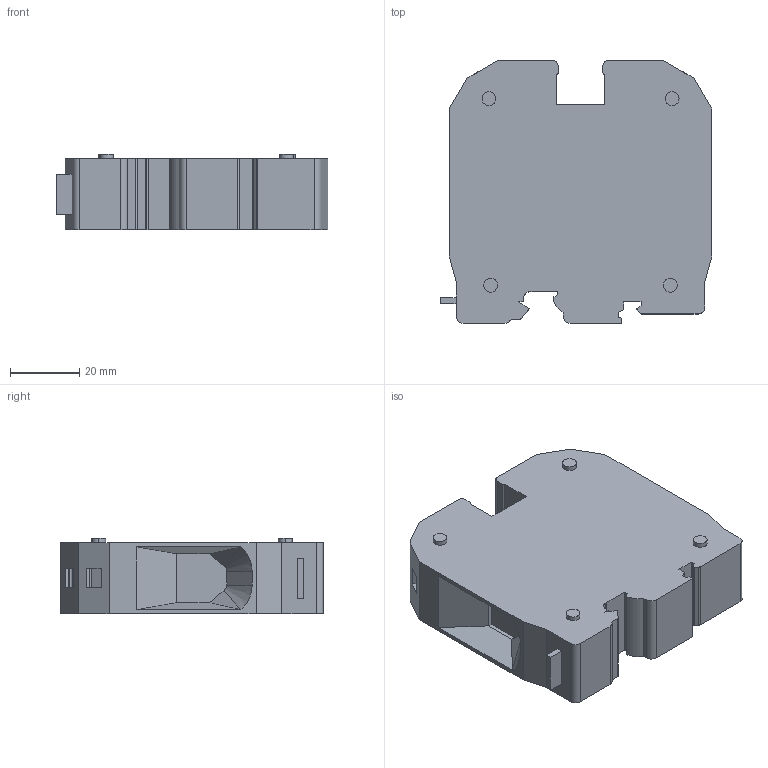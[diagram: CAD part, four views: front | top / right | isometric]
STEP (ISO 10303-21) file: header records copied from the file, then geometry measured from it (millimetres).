
FILE_DESCRIPTION((''),'2;1');
FILE_NAME('UKJ-70','2021-09-02T',('Administrator'),(''),'PRO/ENGINEER BY PARAMETRIC TECHNOLOGY CORPORATION, 2013230','PRO/ENGINEER BY PARAMETRIC TECHNOLOGY CORPORATION, 2013230','');
FILE_SCHEMA(('AUTOMOTIVE_DESIGN { 1 0 10303 214 1 1 1 1 }'));
Length unit declared in the file: millimetre
Products named in the file (1): UKJ-70
Bounding box: 78.62 x 76 x 21.9 mm (x, y, z)
Volume: 96769.9 mm3; surface area: 20333.5 mm2
Topology: 1 solids, 1 shells, 145 faces, 375 edges, 246 vertices
Faces by surface type: plane 100, cylinder 41, cone 4
Entity records: 4479 total; most frequent: CARTESIAN_POINT 784, ORIENTED_EDGE 750, DIRECTION 747, EDGE_CURVE 375, VECTOR 285, LINE 285, VERTEX_POINT 246, AXIS2_PLACEMENT_3D 231
